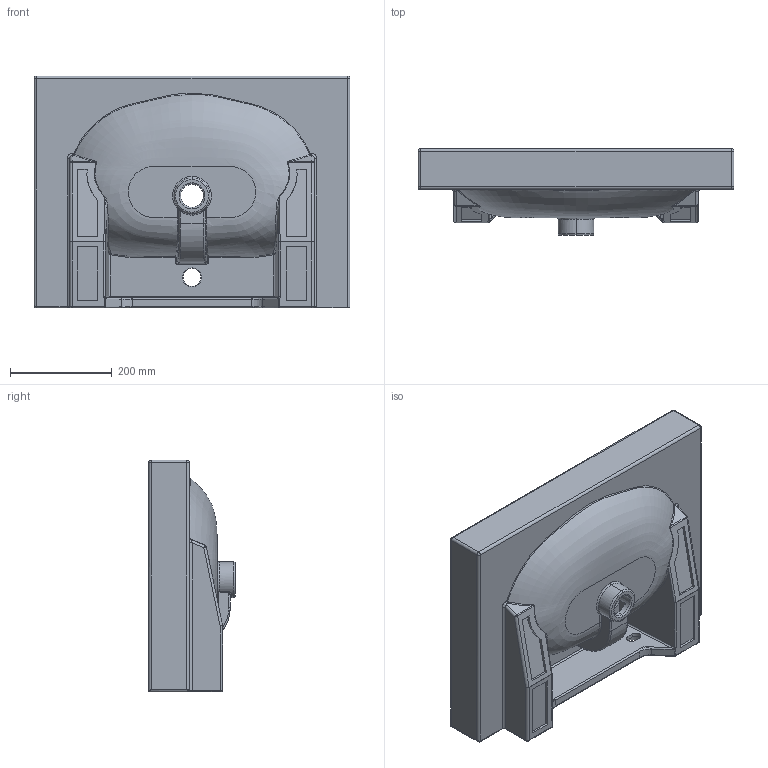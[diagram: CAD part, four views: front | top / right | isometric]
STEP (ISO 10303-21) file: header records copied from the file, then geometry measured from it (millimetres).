
FILE_DESCRIPTION (( 'STEP AP214' ), '1' );
FILE_NAME ('50010.STEP', '2020-03-11T11:09:06', ( '' ), ( '' ), 'SwSTEP 2.0', 'SolidWorks 2019', '' );
FILE_SCHEMA (( 'AUTOMOTIVE_DESIGN' ));
Length unit declared in the file: millimetre
Products named in the file (1): 50010
Bounding box: 620 x 170 x 455 mm (x, y, z)
Volume: 15407073.3 mm3; surface area: 993145.5 mm2
Topology: 1 solids, 1 shells, 229 faces, 560 edges, 312 vertices
Faces by surface type: cylinder 77, plane 61, bspline 53, torus 18, sphere 18, cone 2
Entity records: 76424 total; most frequent: CARTESIAN_POINT 71523, ORIENTED_EDGE 1068, DIRECTION 964, EDGE_CURVE 534, AXIS2_PLACEMENT_3D 370, VERTEX_POINT 312, EDGE_LOOP 244, ADVANCED_FACE 229
